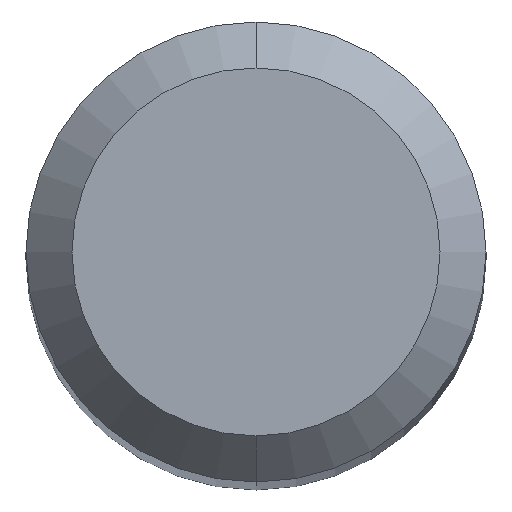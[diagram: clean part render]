
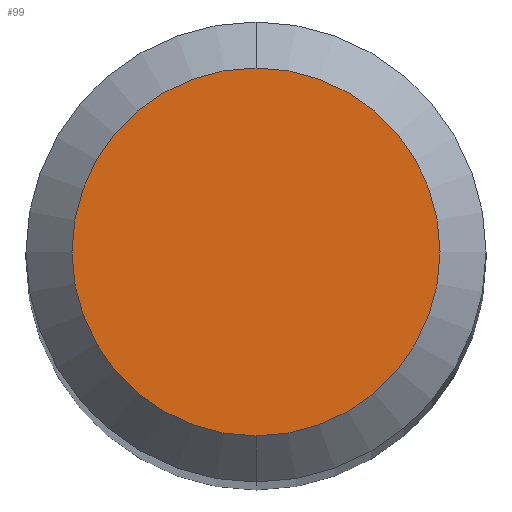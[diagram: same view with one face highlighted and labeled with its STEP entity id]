
A CAD part, top view. The second image highlights one B-rep face of the part: STEP entity #99.
In plain terms, the highlighted planar face has unit normal (0, 0, 1).
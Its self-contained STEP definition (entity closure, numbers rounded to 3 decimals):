
#95=VERTEX_POINT('',#231);
#99=ADVANCED_FACE('',(#236),#237,.T.);
#161=EDGE_CURVE('',#95,#173,#305,.T.);
#173=VERTEX_POINT('',#318);
#181=EDGE_CURVE('',#173,#95,#327,.T.);
#231=CARTESIAN_POINT('',(0.0,1.2,0.0));
#236=FACE_OUTER_BOUND('',#380,.T.);
#237=PLANE('',#381);
#305=CIRCLE('',#473,1.2);
#318=CARTESIAN_POINT('',(0.,-1.2,0.0));
#327=CIRCLE('',#499,1.2);
#380=EDGE_LOOP('',(#551,#552));
#381=AXIS2_PLACEMENT_3D('',#553,#554,#555);
#473=AXIS2_PLACEMENT_3D('',#638,#639,#640);
#499=AXIS2_PLACEMENT_3D('',#661,#662,#663);
#551=ORIENTED_EDGE('',*,*,#161,.F.);
#552=ORIENTED_EDGE('',*,*,#181,.F.);
#553=CARTESIAN_POINT('',(0.0,0.6,0.0));
#554=DIRECTION('',(-0.0,0.0,1.0));
#555=DIRECTION('',(0.0,-1.0,0.0));
#638=CARTESIAN_POINT('',(0.0,0.0,0.0));
#639=DIRECTION('',(0.0,0.0,-1.0));
#640=DIRECTION('',(0.0,1.0,0.0));
#661=CARTESIAN_POINT('',(0.0,0.0,0.0));
#662=DIRECTION('',(0.0,0.0,-1.0));
#663=DIRECTION('',(0.0,1.0,0.0));
